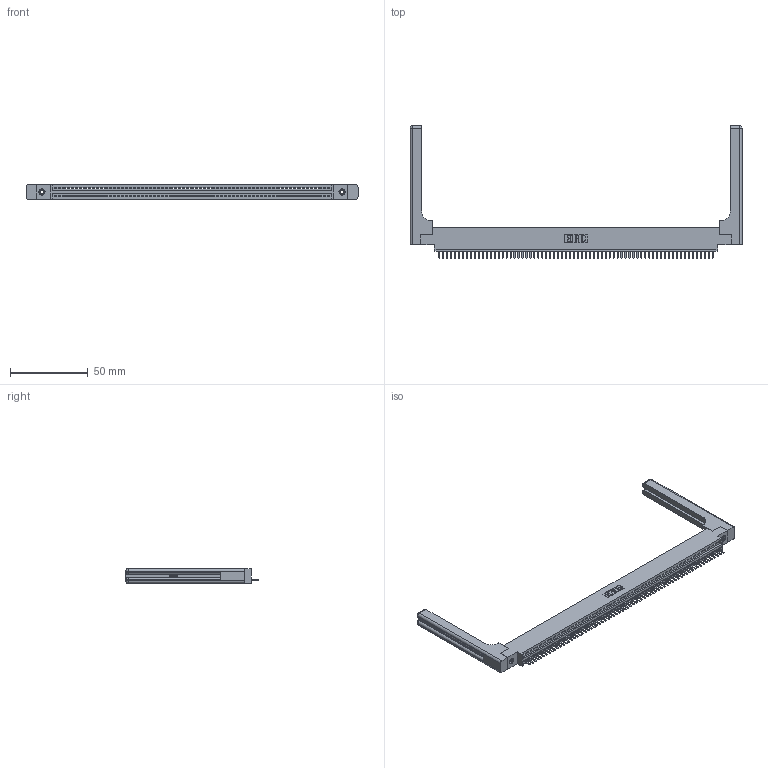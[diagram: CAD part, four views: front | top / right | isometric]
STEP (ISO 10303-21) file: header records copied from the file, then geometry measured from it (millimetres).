
FILE_DESCRIPTION (( 'STEP AP203' ), '1' );
FILE_NAME ('395-070-520-658.STEP', '2019-10-25T23:13:33', ( '' ), ( '' ), 'SwSTEP 2.0', 'SolidWorks 2016', '' );
FILE_SCHEMA (( 'CONFIG_CONTROL_DESIGN' ));
Length unit declared in the file: inch
Products named in the file (5): 395-070-520-658; 345-220-058_345-220-058; 345-292-001_345-293-120; 345 Part_0.170 Offset - 0.156 Dia-TH; 345-250-001_345-250-001-102
Assembly tree (75 placements, depth 2):
  395-070-520-658
    345 Part_0.170 Offset - 0.156 Dia-TH
    345-292-001_345-293-120  x70
    345-250-001_345-250-001-102  x2
    345-220-058_345-220-058  x2
Bounding box: 212.83 x 84.96 x 9.4 mm (x, y, z)
Volume: 28634.1 mm3; surface area: 31903.7 mm2
Topology: 75 solids, 75 shells, 4726 faces, 13899 edges, 9058 vertices
Faces by surface type: plane 3172, cylinder 1494, bspline 36, cone 12, sphere 8, torus 4
Entity records: 54342 total; most frequent: CARTESIAN_POINT 10395, ORIENTED_EDGE 9184, DIRECTION 7972, EDGE_CURVE 4592, VECTOR 4084, LINE 4084, VERTEX_POINT 3050, AXIS2_PLACEMENT_3D 1944
